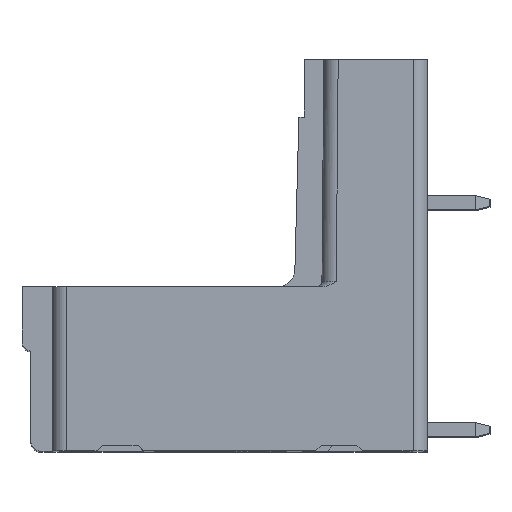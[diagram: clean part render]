
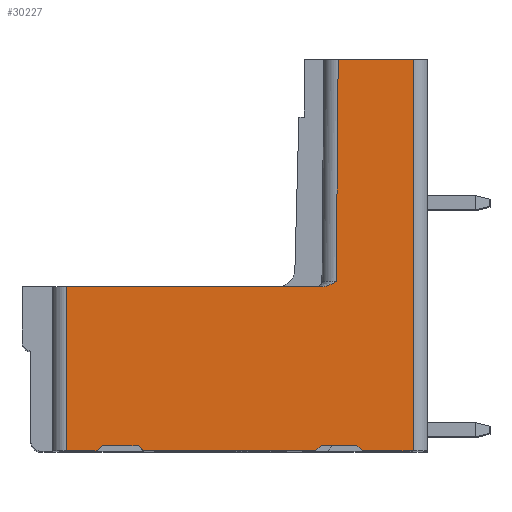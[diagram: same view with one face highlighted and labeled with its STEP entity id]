
A CAD part, top view. The second image highlights one B-rep face of the part: STEP entity #30227.
In plain terms, the highlighted planar face has unit normal (0, 0, 1).
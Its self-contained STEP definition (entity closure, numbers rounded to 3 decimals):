
#3503=DIRECTION('',(1.,0.,0.));
#3504=VECTOR('',#3503,1.7);
#3505=CARTESIAN_POINT('',(-20.194,0.,
-76.923));
#3506=LINE('',#3505,#3504);
#3527=DIRECTION('',(1.,0.,0.));
#3528=VECTOR('',#3527,9.65);
#3529=CARTESIAN_POINT('',(-15.894,0.,
-76.923));
#3530=LINE('',#3529,#3528);
#4346=DIRECTION('',(-1.,0.,0.));
#4347=VECTOR('',#4346,14.337);
#4348=CARTESIAN_POINT('',(-5.857,9.2,
-76.923));
#4349=LINE('',#4348,#4347);
#4667=CARTESIAN_POINT('',(-5.857,9.2,
-76.923));
#4668=CARTESIAN_POINT('',(-5.826,9.2,
-76.923));
#4669=CARTESIAN_POINT('',(-5.76,9.204,
-76.923));
#4670=CARTESIAN_POINT('',(-5.649,9.226,
-76.923));
#4671=CARTESIAN_POINT('',(-5.528,9.266,
-76.923));
#4672=CARTESIAN_POINT('',(-5.398,9.326,
-76.923));
#4673=CARTESIAN_POINT('',(-5.257,9.404,
-76.923));
#4674=CARTESIAN_POINT('',(-5.155,9.467,
-76.923));
#4675=CARTESIAN_POINT('',(-5.102,9.5,
-76.923));
#4677=DIRECTION('',(0.009,1.,0.));
#4678=VECTOR('',#4677,12.4);
#4679=CARTESIAN_POINT('',(-5.102,9.5,
-76.923));
#4680=LINE('',#4679,#4678);
#4681=DIRECTION('',(-1.,0.,0.));
#4682=VECTOR('',#4681,2.85);
#4683=CARTESIAN_POINT('',(-0.794,0.,
-76.923));
#4684=LINE('',#4683,#4682);
#4685=DIRECTION('',(-0.707,0.707,0.));
#4686=VECTOR('',#4685,0.424);
#4687=CARTESIAN_POINT('',(-3.644,0.,
-76.923));
#4688=LINE('',#4687,#4686);
#4689=DIRECTION('',(-1.,0.,0.));
#4690=VECTOR('',#4689,2.);
#4691=CARTESIAN_POINT('',(-3.944,0.3,
-76.923));
#4692=LINE('',#4691,#4690);
#4693=DIRECTION('',(-0.707,-0.707,0.));
#4694=VECTOR('',#4693,0.424);
#4695=CARTESIAN_POINT('',(-5.944,0.3,
-76.923));
#4696=LINE('',#4695,#4694);
#4697=DIRECTION('',(-0.707,0.707,0.));
#4698=VECTOR('',#4697,0.424);
#4699=CARTESIAN_POINT('',(-15.894,0.,
-76.923));
#4700=LINE('',#4699,#4698);
#4701=DIRECTION('',(-1.,0.,0.));
#4702=VECTOR('',#4701,2.);
#4703=CARTESIAN_POINT('',(-16.194,0.3,
-76.923));
#4704=LINE('',#4703,#4702);
#4705=DIRECTION('',(-0.707,-0.707,0.));
#4706=VECTOR('',#4705,0.424);
#4707=CARTESIAN_POINT('',(-18.194,0.3,
-76.923));
#4708=LINE('',#4707,#4706);
#4709=CARTESIAN_POINT('',(-5.857,9.2,
-76.923));
#4987=DIRECTION('',(-1.,0.,0.));
#4988=VECTOR('',#4987,4.2);
#4989=CARTESIAN_POINT('',(-0.794,21.9,-76.923));
#4990=LINE('',#4989,#4988);
#12235=DIRECTION('',(0.,1.,0.));
#12236=VECTOR('',#12235,21.9);
#12237=CARTESIAN_POINT('',(-0.794,0.,
-76.923));
#12238=LINE('',#12237,#12236);
#12260=DIRECTION('',(0.,-1.,0.));
#12261=VECTOR('',#12260,9.2);
#12262=CARTESIAN_POINT('',(-20.194,9.2,-76.923));
#12263=LINE('',#12262,#12261);
#19202=VERTEX_POINT('',#4709);
#19203=CARTESIAN_POINT('',(-20.194,9.2,-76.923));
#19204=VERTEX_POINT('',#19203);
#19255=CARTESIAN_POINT('',(-0.794,21.9,-76.923));
#19256=VERTEX_POINT('',#19255);
#19257=CARTESIAN_POINT('',(-4.994,21.9,-76.923));
#19258=VERTEX_POINT('',#19257);
#19624=CARTESIAN_POINT('',(-20.194,0.,
-76.923));
#19625=VERTEX_POINT('',#19624);
#19626=CARTESIAN_POINT('',(-18.494,0.,
-76.923));
#19627=VERTEX_POINT('',#19626);
#19640=CARTESIAN_POINT('',(-15.894,0.,
-76.923));
#19641=VERTEX_POINT('',#19640);
#19642=CARTESIAN_POINT('',(-6.244,0.,
-76.923));
#19643=VERTEX_POINT('',#19642);
#19648=CARTESIAN_POINT('',(-3.644,0.,
-76.923));
#19649=VERTEX_POINT('',#19648);
#19650=CARTESIAN_POINT('',(-0.794,0.,
-76.923));
#19651=VERTEX_POINT('',#19650);
#19744=VERTEX_POINT('',#4675);
#19745=CARTESIAN_POINT('',(-3.944,0.3,
-76.923));
#19746=VERTEX_POINT('',#19745);
#19747=CARTESIAN_POINT('',(-5.944,0.3,
-76.923));
#19748=VERTEX_POINT('',#19747);
#19749=CARTESIAN_POINT('',(-16.194,0.3,
-76.923));
#19750=VERTEX_POINT('',#19749);
#19751=CARTESIAN_POINT('',(-18.194,0.3,
-76.923));
#19752=VERTEX_POINT('',#19751);
#30197=CARTESIAN_POINT('',(-6.202,9.5,-76.923));
#30198=DIRECTION('',(0.,0.,1.));
#30199=DIRECTION('',(-1.,0.,0.));
#30200=AXIS2_PLACEMENT_3D('',#30197,#30198,#30199);
#30201=PLANE('',#30200);
#30202=ORIENTED_EDGE('',*,*,#29454,.F.);
#30204=ORIENTED_EDGE('',*,*,#30203,.T.);
#30206=ORIENTED_EDGE('',*,*,#30205,.T.);
#30208=ORIENTED_EDGE('',*,*,#30207,.F.);
#30210=ORIENTED_EDGE('',*,*,#30209,.F.);
#30211=ORIENTED_EDGE('',*,*,#28560,.T.);
#30213=ORIENTED_EDGE('',*,*,#30212,.T.);
#30215=ORIENTED_EDGE('',*,*,#30214,.T.);
#30217=ORIENTED_EDGE('',*,*,#30216,.T.);
#30218=ORIENTED_EDGE('',*,*,#28536,.F.);
#30219=ORIENTED_EDGE('',*,*,#30164,.T.);
#30220=ORIENTED_EDGE('',*,*,#30178,.T.);
#30221=ORIENTED_EDGE('',*,*,#30191,.T.);
#30222=ORIENTED_EDGE('',*,*,#28520,.F.);
#30224=ORIENTED_EDGE('',*,*,#30223,.F.);
#30225=EDGE_LOOP('',(#30202,#30204,#30206,#30208,#30210,#30211,#30213,#30215,
#30217,#30218,#30219,#30220,#30221,#30222,#30224));
#30226=FACE_OUTER_BOUND('',#30225,.F.);
#30227=ADVANCED_FACE('',(#30226),#30201,.T.);
#4676=B_SPLINE_CURVE_WITH_KNOTS('',3,(#4667,#4668,#4669,#4670,#4671,#4672,#4673,
#4674,#4675),.UNSPECIFIED.,.F.,.F.,(4,1,1,1,1,1,4),(0.,0.167,
0.333,0.5,0.667,0.833,1.),
.UNSPECIFIED.);
#28520=EDGE_CURVE('',#19625,#19627,#3506,.T.);
#28536=EDGE_CURVE('',#19641,#19643,#3530,.T.);
#28560=EDGE_CURVE('',#19651,#19649,#4684,.T.);
#29454=EDGE_CURVE('',#19202,#19204,#4349,.T.);
#30164=EDGE_CURVE('',#19641,#19750,#4700,.T.);
#30178=EDGE_CURVE('',#19750,#19752,#4704,.T.);
#30191=EDGE_CURVE('',#19752,#19627,#4708,.T.);
#30203=EDGE_CURVE('',#19202,#19744,#4676,.T.);
#30205=EDGE_CURVE('',#19744,#19258,#4680,.T.);
#30207=EDGE_CURVE('',#19256,#19258,#4990,.T.);
#30209=EDGE_CURVE('',#19651,#19256,#12238,.T.);
#30212=EDGE_CURVE('',#19649,#19746,#4688,.T.);
#30214=EDGE_CURVE('',#19746,#19748,#4692,.T.);
#30216=EDGE_CURVE('',#19748,#19643,#4696,.T.);
#30223=EDGE_CURVE('',#19204,#19625,#12263,.T.);
